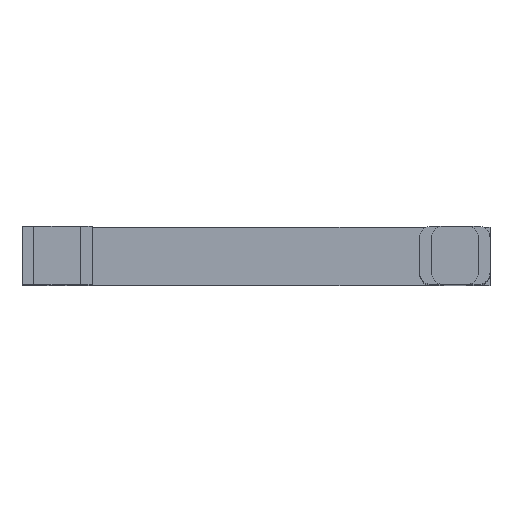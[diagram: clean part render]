
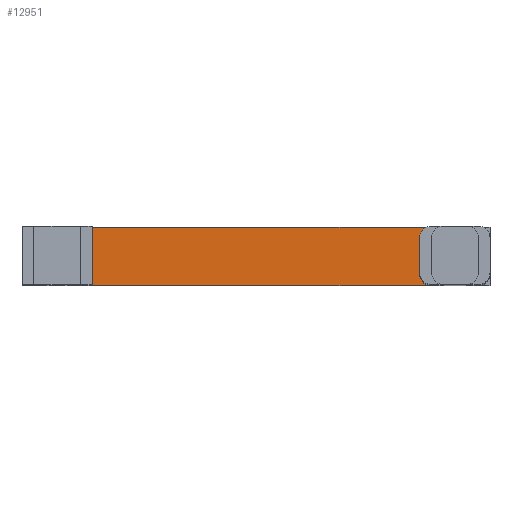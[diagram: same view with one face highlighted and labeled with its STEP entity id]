
A CAD part, top view. The second image highlights one B-rep face of the part: STEP entity #12951.
In plain terms, the highlighted planar face has unit normal (0, 0, 1).
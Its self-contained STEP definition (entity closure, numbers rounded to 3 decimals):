
#265=CIRCLE('',#13534,1.);
#266=CIRCLE('',#13537,1.);
#1831=FACE_OUTER_BOUND('',#2554,.T.);
#2554=EDGE_LOOP('',(#11936,#11937,#11938,#11939,#11940,#11941));
#3719=LINE('',#23801,#4904);
#3728=LINE('',#23820,#4913);
#3732=LINE('',#23830,#4917);
#3740=LINE('',#23844,#4925);
#4904=VECTOR('',#15817,10.);
#4913=VECTOR('',#15832,10.);
#4917=VECTOR('',#15844,10.);
#4925=VECTOR('',#15856,10.);
#6192=VERTEX_POINT('',#23798);
#6193=VERTEX_POINT('',#23800);
#6198=VERTEX_POINT('',#23813);
#6199=VERTEX_POINT('',#23815);
#6200=VERTEX_POINT('',#23819);
#6202=VERTEX_POINT('',#23829);
#8097=EDGE_CURVE('',#6193,#6192,#3719,.T.);
#8105=EDGE_CURVE('',#6198,#6199,#265,.F.);
#8107=EDGE_CURVE('',#6200,#6199,#3728,.T.);
#8109=EDGE_CURVE('',#6200,#6192,#266,.F.);
#8112=EDGE_CURVE('',#6202,#6193,#3732,.T.);
#8120=EDGE_CURVE('',#6198,#6202,#3740,.T.);
#11936=ORIENTED_EDGE('',*,*,#8107,.T.);
#11937=ORIENTED_EDGE('',*,*,#8105,.F.);
#11938=ORIENTED_EDGE('',*,*,#8120,.T.);
#11939=ORIENTED_EDGE('',*,*,#8112,.T.);
#11940=ORIENTED_EDGE('',*,*,#8097,.T.);
#11941=ORIENTED_EDGE('',*,*,#8109,.F.);
#12269=PLANE('',#13542);
#12951=ADVANCED_FACE('',(#1831),#12269,.T.);
#13534=AXIS2_PLACEMENT_3D('',#23816,#15827,#15828);
#13537=AXIS2_PLACEMENT_3D('',#23823,#15836,#15837);
#13542=AXIS2_PLACEMENT_3D('',#23845,#15857,#15858);
#15817=DIRECTION('',(1.,0.,0.));
#15827=DIRECTION('center_axis',(0.,0.,-1.));
#15828=DIRECTION('ref_axis',(-0.707,0.707,0.));
#15832=DIRECTION('',(0.,1.,0.));
#15836=DIRECTION('center_axis',(0.,0.,-1.));
#15837=DIRECTION('ref_axis',(-0.707,-0.707,0.));
#15844=DIRECTION('',(0.,-1.,0.));
#15856=DIRECTION('',(-1.,0.,0.));
#15857=DIRECTION('center_axis',(0.,0.,1.));
#15858=DIRECTION('ref_axis',(1.,0.,0.));
#23798=CARTESIAN_POINT('',(16.,-2.5,1.));
#23800=CARTESIAN_POINT('',(-15.,-2.5,1.));
#23801=CARTESIAN_POINT('',(-20.,-2.5,1.));
#23813=CARTESIAN_POINT('',(16.,2.5,1.));
#23815=CARTESIAN_POINT('',(15.,1.5,1.));
#23816=CARTESIAN_POINT('Origin',(16.,1.5,1.));
#23819=CARTESIAN_POINT('',(15.,-1.5,1.));
#23820=CARTESIAN_POINT('',(15.,-1.25,1.));
#23823=CARTESIAN_POINT('Origin',(16.,-1.5,1.));
#23829=CARTESIAN_POINT('',(-15.,2.5,1.));
#23830=CARTESIAN_POINT('',(-15.,-1.25,1.));
#23844=CARTESIAN_POINT('',(20.,2.5,1.));
#23845=CARTESIAN_POINT('Origin',(0.,0.,1.));
